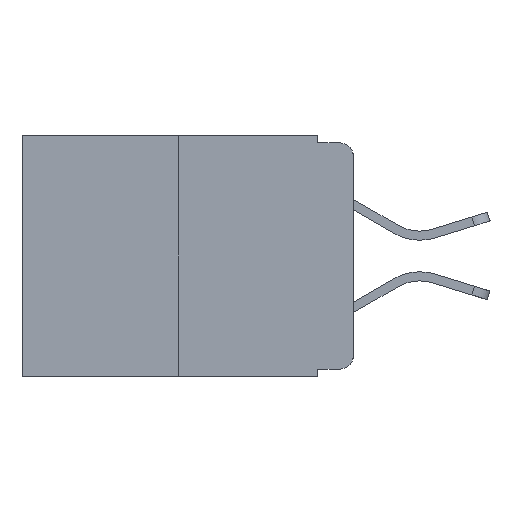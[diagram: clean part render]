
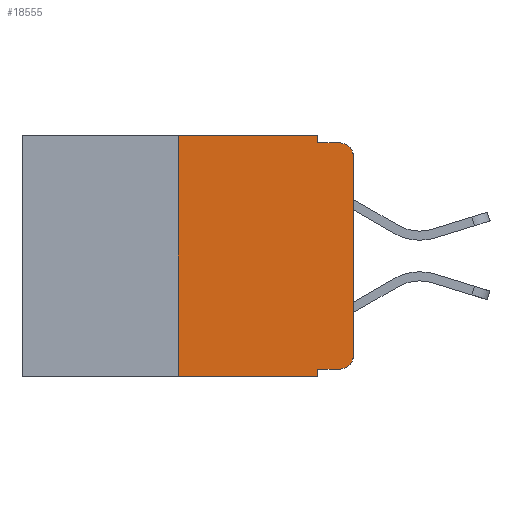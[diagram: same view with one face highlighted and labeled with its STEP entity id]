
A CAD part, left-side view. The second image highlights one B-rep face of the part: STEP entity #18555.
In plain terms, the highlighted planar face has unit normal (-1, 0, 0).
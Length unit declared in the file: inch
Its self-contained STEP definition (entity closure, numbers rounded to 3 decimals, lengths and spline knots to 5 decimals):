
#399 = LINE ( 'NONE', #5417, #8688 ) ;
#431 = AXIS2_PLACEMENT_3D ( 'NONE', #2426, #16680, #18708 ) ;
#855 = CARTESIAN_POINT ( 'NONE',  ( 0., 0.051, 0. ) ) ;
#1371 = DIRECTION ( 'NONE',  ( -1., 0., 0. ) ) ;
#1574 = VERTEX_POINT ( 'NONE', #23731 ) ;
#1881 = VECTOR ( 'NONE', #4874, 39.37008 ) ;
#2378 = CARTESIAN_POINT ( 'NONE',  ( 0., 0.02, -0.01 ) ) ;
#2426 = CARTESIAN_POINT ( 'NONE',  ( 0., 0.473, 0. ) ) ;
#3230 = EDGE_CURVE ( 'NONE', #12824, #21170, #16065, .T. ) ;
#3434 = AXIS2_PLACEMENT_3D ( 'NONE', #10568, #16880, #12451 ) ;
#4357 = VERTEX_POINT ( 'NONE', #2378 ) ;
#4479 = ORIENTED_EDGE ( 'NONE', *, *, #11740, .F. ) ;
#4874 = DIRECTION ( 'NONE',  ( 0., 0., -1. ) ) ;
#5109 = LINE ( 'NONE', #23198, #11795 ) ;
#5332 = DIRECTION ( 'NONE',  ( 0., -1., 0. ) ) ;
#5417 = CARTESIAN_POINT ( 'NONE',  ( 0., 0.051, -0.333 ) ) ;
#6448 = PLANE ( 'NONE',  #431 ) ;
#6503 = ORIENTED_EDGE ( 'NONE', *, *, #10875, .F. ) ;
#7130 = EDGE_LOOP ( 'NONE', ( #7576, #12453, #16601, #26264, #22085, #6503, #25809, #4479, #23976, #20918 ) ) ;
#7173 = VECTOR ( 'NONE', #9624, 39.37008 ) ;
#7382 = CARTESIAN_POINT ( 'NONE',  ( 0., 0.473, 0. ) ) ;
#7576 = ORIENTED_EDGE ( 'NONE', *, *, #7998, .T. ) ;
#7618 = LINE ( 'NONE', #855, #1881 ) ;
#7671 = EDGE_CURVE ( 'NONE', #21170, #1574, #15779, .T. ) ;
#7930 = CARTESIAN_POINT ( 'NONE',  ( 0., 0., -0.03 ) ) ;
#7998 = EDGE_CURVE ( 'NONE', #16492, #11462, #11606, .T. ) ;
#8296 = VERTEX_POINT ( 'NONE', #23006 ) ;
#8688 = VECTOR ( 'NONE', #13501, 39.37008 ) ;
#9041 = AXIS2_PLACEMENT_3D ( 'NONE', #13638, #1371, #19681 ) ;
#9252 = DIRECTION ( 'NONE',  ( 0., 0., 1. ) ) ;
#9624 = DIRECTION ( 'NONE',  ( 0., 0., -1. ) ) ;
#10199 = DIRECTION ( 'NONE',  ( 0., 0., 1. ) ) ;
#10309 = EDGE_CURVE ( 'NONE', #8296, #16618, #399, .T. ) ;
#10568 = CARTESIAN_POINT ( 'NONE',  ( 0., 0.02, -0.03 ) ) ;
#10679 = LINE ( 'NONE', #23404, #13525 ) ;
#10875 = EDGE_CURVE ( 'NONE', #19957, #12824, #10679, .T. ) ;
#10978 = DIRECTION ( 'NONE',  ( 0., -1., 0. ) ) ;
#11014 = CARTESIAN_POINT ( 'NONE',  ( 0., 0.051, -0.343 ) ) ;
#11462 = VERTEX_POINT ( 'NONE', #7930 ) ;
#11606 = LINE ( 'NONE', #22322, #25021 ) ;
#11740 = EDGE_CURVE ( 'NONE', #8296, #25214, #7618, .T. ) ;
#11795 = VECTOR ( 'NONE', #10978, 39.37008 ) ;
#12329 = CARTESIAN_POINT ( 'NONE',  ( 0., 0.02, -0.333 ) ) ;
#12451 = DIRECTION ( 'NONE',  ( 0., 0., -1. ) ) ;
#12453 = ORIENTED_EDGE ( 'NONE', *, *, #14153, .T. ) ;
#12824 = VERTEX_POINT ( 'NONE', #24930 ) ;
#13049 = LINE ( 'NONE', #16418, #23910 ) ;
#13501 = DIRECTION ( 'NONE',  ( 0., -1., 0. ) ) ;
#13525 = VECTOR ( 'NONE', #9252, 39.37008 ) ;
#13638 = CARTESIAN_POINT ( 'NONE',  ( 0., 0.02, -0.313 ) ) ;
#14153 = EDGE_CURVE ( 'NONE', #11462, #4357, #18606, .T. ) ;
#14384 = DIRECTION ( 'NONE',  ( 0., -1., 0. ) ) ;
#15044 = CIRCLE ( 'NONE', #9041, 0.02 ) ;
#15779 = LINE ( 'NONE', #17884, #7173 ) ;
#16065 = LINE ( 'NONE', #7382, #25323 ) ;
#16094 = CARTESIAN_POINT ( 'NONE',  ( 0., 0.051, 0. ) ) ;
#16330 = CARTESIAN_POINT ( 'NONE',  ( 0., 0.25, -0.343 ) ) ;
#16418 = CARTESIAN_POINT ( 'NONE',  ( 0., 0.473, -0.343 ) ) ;
#16492 = VERTEX_POINT ( 'NONE', #24367 ) ;
#16601 = ORIENTED_EDGE ( 'NONE', *, *, #18015, .F. ) ;
#16618 = VERTEX_POINT ( 'NONE', #12329 ) ;
#16680 = DIRECTION ( 'NONE',  ( 1., 0., 0. ) ) ;
#16880 = DIRECTION ( 'NONE',  ( -1., 0., 0. ) ) ;
#17884 = CARTESIAN_POINT ( 'NONE',  ( 0., 0.051, 0. ) ) ;
#18015 = EDGE_CURVE ( 'NONE', #1574, #4357, #5109, .T. ) ;
#18374 = EDGE_CURVE ( 'NONE', #19957, #25214, #13049, .T. ) ;
#18555 = ADVANCED_FACE ( 'NONE', ( #19707 ), #6448, .F. ) ;
#18606 = CIRCLE ( 'NONE', #3434, 0.02 ) ;
#18708 = DIRECTION ( 'NONE',  ( 0., 0., -1. ) ) ;
#19681 = DIRECTION ( 'NONE',  ( 0., 0., -1. ) ) ;
#19707 = FACE_OUTER_BOUND ( 'NONE', #7130, .T. ) ;
#19957 = VERTEX_POINT ( 'NONE', #16330 ) ;
#20918 = ORIENTED_EDGE ( 'NONE', *, *, #22681, .T. ) ;
#21170 = VERTEX_POINT ( 'NONE', #16094 ) ;
#22085 = ORIENTED_EDGE ( 'NONE', *, *, #3230, .F. ) ;
#22322 = CARTESIAN_POINT ( 'NONE',  ( 0., 0., 0. ) ) ;
#22681 = EDGE_CURVE ( 'NONE', #16618, #16492, #15044, .T. ) ;
#23006 = CARTESIAN_POINT ( 'NONE',  ( 0., 0.051, -0.333 ) ) ;
#23198 = CARTESIAN_POINT ( 'NONE',  ( 0., 0.051, -0.01 ) ) ;
#23404 = CARTESIAN_POINT ( 'NONE',  ( 0., 0.25, 0. ) ) ;
#23731 = CARTESIAN_POINT ( 'NONE',  ( 0., 0.051, -0.01 ) ) ;
#23910 = VECTOR ( 'NONE', #14384, 39.37008 ) ;
#23976 = ORIENTED_EDGE ( 'NONE', *, *, #10309, .T. ) ;
#24367 = CARTESIAN_POINT ( 'NONE',  ( 0., 0., -0.313 ) ) ;
#24930 = CARTESIAN_POINT ( 'NONE',  ( 0., 0.25, 0. ) ) ;
#25021 = VECTOR ( 'NONE', #10199, 39.37008 ) ;
#25214 = VERTEX_POINT ( 'NONE', #11014 ) ;
#25323 = VECTOR ( 'NONE', #5332, 39.37008 ) ;
#25809 = ORIENTED_EDGE ( 'NONE', *, *, #18374, .T. ) ;
#26264 = ORIENTED_EDGE ( 'NONE', *, *, #7671, .F. ) ;
